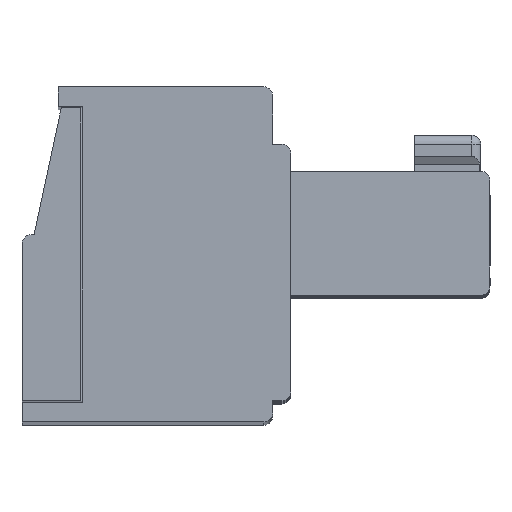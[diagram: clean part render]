
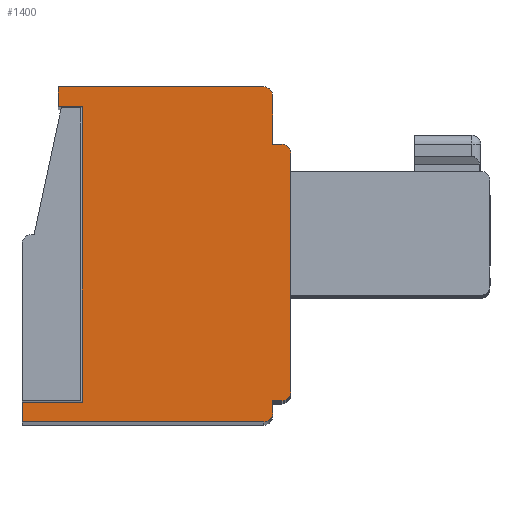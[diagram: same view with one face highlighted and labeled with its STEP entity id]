
A CAD part, top view. The second image highlights one B-rep face of the part: STEP entity #1400.
In plain terms, the highlighted planar face has unit normal (0, 0, 1).
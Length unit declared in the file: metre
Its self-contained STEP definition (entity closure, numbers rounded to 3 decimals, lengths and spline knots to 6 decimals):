
#1400=ADVANCED_FACE('',(#3949),#3950,.F.);
#3949=FACE_OUTER_BOUND('',#7808,.T.);
#3950=PLANE('',#7809);
#7808=EDGE_LOOP('',(#12063,#12064,#12065,#12066,#12067,#12068,#12069,#12070,#12071,#12072,#12073,#12074,#12075,#12076,#12077,#12078));
#7809=AXIS2_PLACEMENT_3D('',#12079,#12080,#12081);
#12063=ORIENTED_EDGE('',*,*,#22795,.T.);
#12064=ORIENTED_EDGE('',*,*,#22796,.T.);
#12065=ORIENTED_EDGE('',*,*,#22797,.T.);
#12066=ORIENTED_EDGE('',*,*,#22784,.T.);
#12067=ORIENTED_EDGE('',*,*,#22798,.T.);
#12068=ORIENTED_EDGE('',*,*,#22799,.F.);
#12069=ORIENTED_EDGE('',*,*,#22800,.T.);
#12070=ORIENTED_EDGE('',*,*,#22801,.T.);
#12071=ORIENTED_EDGE('',*,*,#22802,.T.);
#12072=ORIENTED_EDGE('',*,*,#22803,.T.);
#12073=ORIENTED_EDGE('',*,*,#22804,.T.);
#12074=ORIENTED_EDGE('',*,*,#22805,.T.);
#12075=ORIENTED_EDGE('',*,*,#22806,.T.);
#12076=ORIENTED_EDGE('',*,*,#22807,.F.);
#12077=ORIENTED_EDGE('',*,*,#22808,.T.);
#12078=ORIENTED_EDGE('',*,*,#22809,.T.);
#12079=CARTESIAN_POINT('',(0.013673,0.00851,0.052938));
#12080=DIRECTION('',(0.,0.,-1.0));
#12081=DIRECTION('',(0.0,-1.0,0.));
#22784=EDGE_CURVE('',#27268,#27266,#27269,.T.);
#22795=EDGE_CURVE('',#27285,#27286,#27287,.T.);
#22796=EDGE_CURVE('',#27286,#27288,#27289,.T.);
#22797=EDGE_CURVE('',#27288,#27268,#27290,.T.);
#22798=EDGE_CURVE('',#27266,#27291,#27292,.T.);
#22799=EDGE_CURVE('',#27293,#27291,#27294,.T.);
#22800=EDGE_CURVE('',#27293,#27295,#27296,.T.);
#22801=EDGE_CURVE('',#27295,#27297,#27298,.T.);
#22802=EDGE_CURVE('',#27297,#27299,#27300,.T.);
#22803=EDGE_CURVE('',#27299,#27301,#27302,.T.);
#22804=EDGE_CURVE('',#27301,#27303,#27304,.T.);
#22805=EDGE_CURVE('',#27303,#27305,#27306,.T.);
#22806=EDGE_CURVE('',#27305,#27307,#27308,.T.);
#22807=EDGE_CURVE('',#27309,#27307,#27310,.T.);
#22808=EDGE_CURVE('',#27309,#27311,#27312,.T.);
#22809=EDGE_CURVE('',#27311,#27285,#27313,.T.);
#27266=VERTEX_POINT('',#33859);
#27268=VERTEX_POINT('',#33862);
#27269=LINE('',#33863,#33864);
#27285=VERTEX_POINT('',#33884);
#27286=VERTEX_POINT('',#33885);
#27287=LINE('',#33886,#33887);
#27288=VERTEX_POINT('',#33888);
#27289=CIRCLE('',#33889,0.0003);
#27290=LINE('',#33890,#33891);
#27291=VERTEX_POINT('',#33892);
#27292=CIRCLE('',#33893,0.0003);
#27293=VERTEX_POINT('',#33894);
#27294=LINE('',#33895,#33896);
#27295=VERTEX_POINT('',#33897);
#27296=CIRCLE('',#33898,0.0003);
#27297=VERTEX_POINT('',#33899);
#27298=LINE('',#33900,#33901);
#27299=VERTEX_POINT('',#33902);
#27300=LINE('',#33903,#33904);
#27301=VERTEX_POINT('',#33905);
#27302=CIRCLE('',#33906,0.0003);
#27303=VERTEX_POINT('',#33907);
#27304=LINE('',#33908,#33909);
#27305=VERTEX_POINT('',#33910);
#27306=LINE('',#33911,#33912);
#27307=VERTEX_POINT('',#33913);
#27308=LINE('',#33914,#33915);
#27309=VERTEX_POINT('',#33916);
#27310=LINE('',#33917,#33918);
#27311=VERTEX_POINT('',#33919);
#27312=LINE('',#33920,#33921);
#27313=LINE('',#33922,#33923);
#33859=CARTESIAN_POINT('',(0.007073,0.00121,0.052938));
#33862=CARTESIAN_POINT('',(0.006773,0.00121,0.052938));
#33863=CARTESIAN_POINT('',(0.013673,0.00121,0.052938));
#33864=VECTOR('',#42877,1.0);
#33884=CARTESIAN_POINT('',(-0.001527,0.00051,0.052938));
#33885=CARTESIAN_POINT('',(0.006473,0.00051,0.052938));
#33886=CARTESIAN_POINT('',(0.013673,0.00051,0.052938));
#33887=VECTOR('',#42891,1.0);
#33888=CARTESIAN_POINT('',(0.006773,0.00081,0.052938));
#33889=AXIS2_PLACEMENT_3D('',#42892,#42893,#42894);
#33890=CARTESIAN_POINT('',(0.006773,0.00851,0.052938));
#33891=VECTOR('',#42895,1.0);
#33892=CARTESIAN_POINT('',(0.007373,0.00151,0.052938));
#33893=AXIS2_PLACEMENT_3D('',#42896,#42897,#42898);
#33894=CARTESIAN_POINT('',(0.007373,0.00941,0.052938));
#33895=CARTESIAN_POINT('',(0.007373,0.00941,0.052938));
#33896=VECTOR('',#42899,1.0);
#33897=CARTESIAN_POINT('',(0.007073,0.00971,0.052938));
#33898=AXIS2_PLACEMENT_3D('',#42900,#42901,#42902);
#33899=CARTESIAN_POINT('',(0.006773,0.00971,0.052938));
#33900=CARTESIAN_POINT('',(0.006773,0.00971,0.052938));
#33901=VECTOR('',#42903,1.0);
#33902=CARTESIAN_POINT('',(0.006773,0.01131,0.052938));
#33903=CARTESIAN_POINT('',(0.006773,0.00851,0.052938));
#33904=VECTOR('',#42904,1.0);
#33905=CARTESIAN_POINT('',(0.006473,0.01161,0.052938));
#33906=AXIS2_PLACEMENT_3D('',#42905,#42906,#42907);
#33907=CARTESIAN_POINT('',(-0.000327,0.01161,0.052938));
#33908=CARTESIAN_POINT('',(0.013673,0.01161,0.052938));
#33909=VECTOR('',#42908,1.0);
#33910=CARTESIAN_POINT('',(-0.000327,0.01096,0.052938));
#33911=CARTESIAN_POINT('',(-0.000327,0.00851,0.052938));
#33912=VECTOR('',#42909,1.0);
#33913=CARTESIAN_POINT('',(0.000473,0.01096,0.052938));
#33914=CARTESIAN_POINT('',(0.013673,0.01096,0.052938));
#33915=VECTOR('',#42910,1.0);
#33916=CARTESIAN_POINT('',(0.000473,0.00116,0.052938));
#33917=CARTESIAN_POINT('',(0.000473,0.00116,0.052938));
#33918=VECTOR('',#42911,1.0);
#33919=CARTESIAN_POINT('',(-0.001527,0.00116,0.052938));
#33920=CARTESIAN_POINT('',(0.013673,0.00116,0.052938));
#33921=VECTOR('',#42912,1.0);
#33922=CARTESIAN_POINT('',(-0.001527,0.00851,0.052938));
#33923=VECTOR('',#42913,1.0);
#42877=DIRECTION('',(1.0,0.,0.));
#42891=DIRECTION('',(1.0,0.,0.));
#42892=CARTESIAN_POINT('',(0.006473,0.00081,0.052938));
#42893=DIRECTION('',(0.,0.,1.0));
#42894=DIRECTION('',(-1.0,0.,0.));
#42895=DIRECTION('',(0.,1.0,0.));
#42896=CARTESIAN_POINT('',(0.007073,0.00151,0.052938));
#42897=DIRECTION('',(0.,0.,1.0));
#42898=DIRECTION('',(-1.0,0.,0.));
#42899=DIRECTION('',(0.,-1.0,0.0));
#42900=CARTESIAN_POINT('',(0.007073,0.00941,0.052938));
#42901=DIRECTION('',(0.,0.,1.0));
#42902=DIRECTION('',(-1.0,0.0,0.));
#42903=DIRECTION('',(-1.0,0.,0.));
#42904=DIRECTION('',(0.,1.0,0.));
#42905=CARTESIAN_POINT('',(0.006473,0.01131,0.052938));
#42906=DIRECTION('',(0.,0.,1.0));
#42907=DIRECTION('',(-1.0,0.,0.));
#42908=DIRECTION('',(-1.0,0.,0.));
#42909=DIRECTION('',(0.,-1.0,0.));
#42910=DIRECTION('',(1.0,0.,0.));
#42911=DIRECTION('',(0.,1.0,0.0));
#42912=DIRECTION('',(-1.0,0.,0.));
#42913=DIRECTION('',(0.,-1.0,0.));
